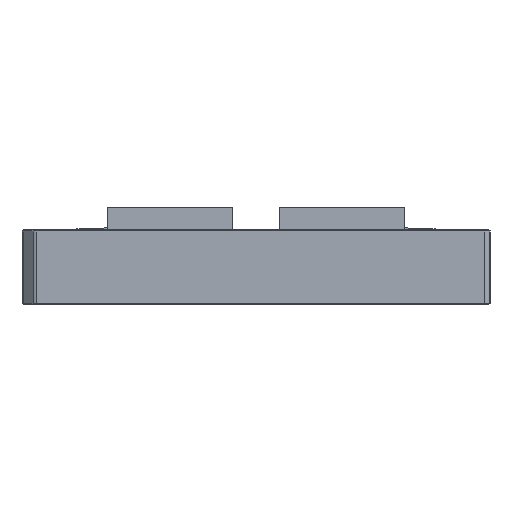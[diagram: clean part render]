
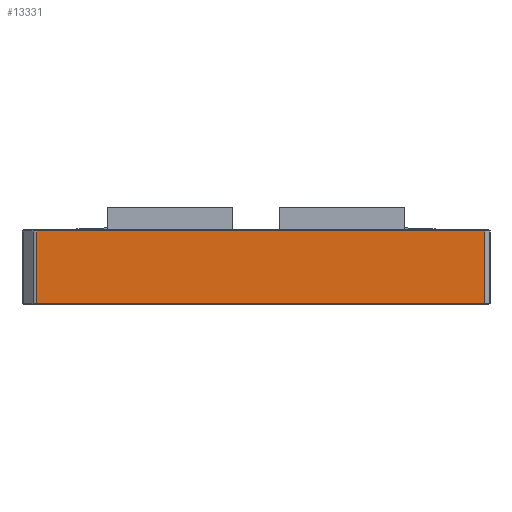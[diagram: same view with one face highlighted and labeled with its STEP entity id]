
A CAD part, left-side view. The second image highlights one B-rep face of the part: STEP entity #13331.
In plain terms, the highlighted planar face has unit normal (-1, 0, 0).
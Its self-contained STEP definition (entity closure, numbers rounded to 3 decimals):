
#681=PLANE('',#14228);
#1084=FACE_OUTER_BOUND('',#1893,.T.);
#1893=EDGE_LOOP('',(#9169,#9170,#9171,#9172));
#3304=LINE('',#20071,#4613);
#3309=LINE('',#20084,#4618);
#3310=LINE('',#20088,#4619);
#3311=LINE('',#20089,#4620);
#4613=VECTOR('',#15765,10.);
#4618=VECTOR('',#15778,10.);
#4619=VECTOR('',#15783,10.);
#4620=VECTOR('',#15784,10.);
#5905=VERTEX_POINT('',#20016);
#5922=VERTEX_POINT('',#20065);
#5926=VERTEX_POINT('',#20083);
#5927=VERTEX_POINT('',#20087);
#7143=EDGE_CURVE('',#5905,#5922,#3304,.T.);
#7149=EDGE_CURVE('',#5922,#5926,#3309,.T.);
#7151=EDGE_CURVE('',#5927,#5905,#3310,.T.);
#7152=EDGE_CURVE('',#5926,#5927,#3311,.T.);
#9169=ORIENTED_EDGE('',*,*,#7143,.F.);
#9170=ORIENTED_EDGE('',*,*,#7151,.F.);
#9171=ORIENTED_EDGE('',*,*,#7152,.F.);
#9172=ORIENTED_EDGE('',*,*,#7149,.F.);
#13331=ADVANCED_FACE('',(#1084),#681,.T.);
#14228=AXIS2_PLACEMENT_3D('',#20086,#15781,#15782);
#15765=DIRECTION('',(0.,1.,0.));
#15778=DIRECTION('',(0.,0.,1.));
#15781=DIRECTION('center_axis',(-1.,0.,0.));
#15782=DIRECTION('ref_axis',(0.,1.,0.));
#15783=DIRECTION('',(0.,0.,-1.));
#15784=DIRECTION('',(0.,-1.,0.));
#20016=CARTESIAN_POINT('',(-175.,-91.575,-29.5));
#20065=CARTESIAN_POINT('',(-175.,87.747,-29.5));
#20071=CARTESIAN_POINT('',(-175.,-46.788,-29.5));
#20083=CARTESIAN_POINT('',(-175.,87.747,-0.5));
#20084=CARTESIAN_POINT('',(-175.,87.747,0.));
#20086=CARTESIAN_POINT('Origin',(-175.,-93.575,0.));
#20087=CARTESIAN_POINT('',(-175.,-91.575,-0.5));
#20088=CARTESIAN_POINT('',(-175.,-91.575,0.));
#20089=CARTESIAN_POINT('',(-175.,-46.788,-0.5));
